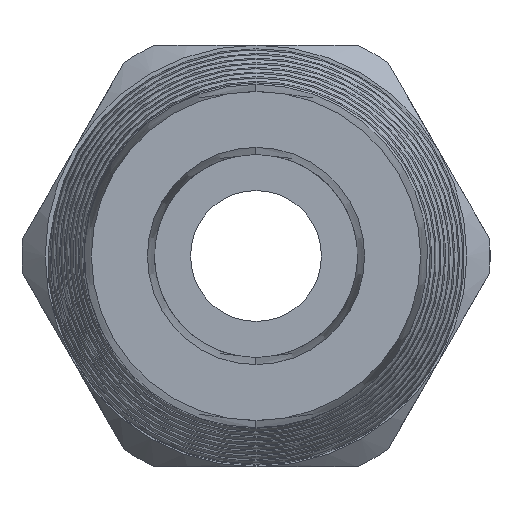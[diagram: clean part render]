
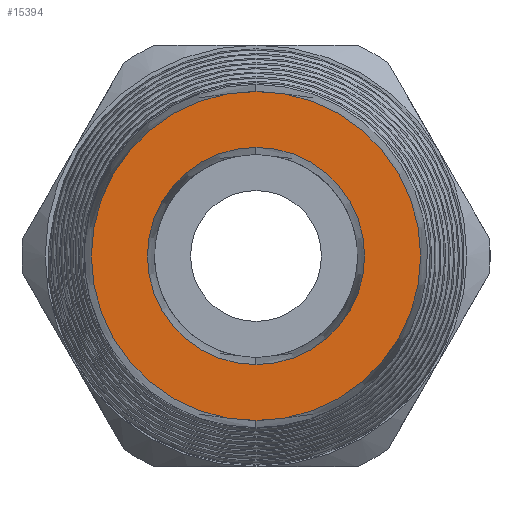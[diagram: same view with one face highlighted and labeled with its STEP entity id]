
A CAD part, left-side view. The second image highlights one B-rep face of the part: STEP entity #15394.
In plain terms, the highlighted planar face has unit normal (-1, 0, 0).
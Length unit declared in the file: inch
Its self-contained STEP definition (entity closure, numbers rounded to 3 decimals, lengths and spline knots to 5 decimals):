
#43 = EDGE_CURVE ( 'NONE', #7437, #7425, #10885, .T. ) ;
#2942 = CARTESIAN_POINT ( 'NONE',  ( -3.38, 0., -0.22402 ) ) ;
#2944 = CARTESIAN_POINT ( 'NONE',  ( -3.38, 0., 0.22402 ) ) ;
#7425 = VERTEX_POINT ( 'NONE', #15020 ) ;
#7437 = VERTEX_POINT ( 'NONE', #15126 ) ;
#8173 = DIRECTION ( 'NONE',  ( 0., 0., 1. ) ) ;
#8174 = DIRECTION ( 'NONE',  ( -1., 0., 0. ) ) ;
#8175 = CARTESIAN_POINT ( 'NONE',  ( -3.38, 0., 0. ) ) ;
#8176 = AXIS2_PLACEMENT_3D ( 'NONE', #8175, #8174, #8173 ) ;
#8177 = CIRCLE ( 'NONE', #8176, 0.22402 ) ;
#8876 = DIRECTION ( 'NONE',  ( 0., 0., 1. ) ) ;
#8877 = DIRECTION ( 'NONE',  ( -1., 0., 0. ) ) ;
#8878 = CARTESIAN_POINT ( 'NONE',  ( -3.38, 0., 0. ) ) ;
#8879 = AXIS2_PLACEMENT_3D ( 'NONE', #8878, #8877, #8876 ) ;
#8880 = PLANE ( 'NONE',  #8879 ) ;
#8881 = FACE_BOUND ( 'NONE', #15376, .T. ) ;
#8886 = FACE_OUTER_BOUND ( 'NONE', #15327, .T. ) ;
#8889 = DIRECTION ( 'NONE',  ( 0., 0., 1. ) ) ;
#8890 = DIRECTION ( 'NONE',  ( -1., 0., 0. ) ) ;
#8891 = AXIS2_PLACEMENT_3D ( 'NONE', #8897, #8890, #8889 ) ;
#8892 = CIRCLE ( 'NONE', #8891, 0.33961 ) ;
#8897 = CARTESIAN_POINT ( 'NONE',  ( -3.38, 0., 0. ) ) ;
#8900 = DIRECTION ( 'NONE',  ( 0., 0., 1. ) ) ;
#8901 = DIRECTION ( 'NONE',  ( -1., 0., 0. ) ) ;
#8902 = CARTESIAN_POINT ( 'NONE',  ( -3.38, 0., 0. ) ) ;
#8903 = AXIS2_PLACEMENT_3D ( 'NONE', #8902, #8901, #8900 ) ;
#8904 = CIRCLE ( 'NONE', #8903, 0.22402 ) ;
#10767 = VERTEX_POINT ( 'NONE', #2944 ) ;
#10769 = VERTEX_POINT ( 'NONE', #2942 ) ;
#10844 = EDGE_CURVE ( 'NONE', #10769, #10767, #8177, .T. ) ;
#10881 = DIRECTION ( 'NONE',  ( 0., 0., 1. ) ) ;
#10882 = DIRECTION ( 'NONE',  ( -1., 0., 0. ) ) ;
#10883 = CARTESIAN_POINT ( 'NONE',  ( -3.38, 0., 0. ) ) ;
#10884 = AXIS2_PLACEMENT_3D ( 'NONE', #10883, #10882, #10881 ) ;
#10885 = CIRCLE ( 'NONE', #10884, 0.33961 ) ;
#15020 = CARTESIAN_POINT ( 'NONE',  ( -3.38, 0., 0.33961 ) ) ;
#15126 = CARTESIAN_POINT ( 'NONE',  ( -3.38, 0., -0.33961 ) ) ;
#15327 = EDGE_LOOP ( 'NONE', ( #15391, #15373 ) ) ;
#15354 = ORIENTED_EDGE ( 'NONE', *, *, #10844, .F. ) ;
#15373 = ORIENTED_EDGE ( 'NONE', *, *, #43, .T. ) ;
#15375 = ORIENTED_EDGE ( 'NONE', *, *, #15378, .F. ) ;
#15376 = EDGE_LOOP ( 'NONE', ( #15375, #15354 ) ) ;
#15378 = EDGE_CURVE ( 'NONE', #10767, #10769, #8904, .T. ) ;
#15381 = EDGE_CURVE ( 'NONE', #7425, #7437, #8892, .T. ) ;
#15391 = ORIENTED_EDGE ( 'NONE', *, *, #15381, .T. ) ;
#15394 = ADVANCED_FACE ( 'NONE', ( #8886, #8881 ), #8880, .T. ) ;
